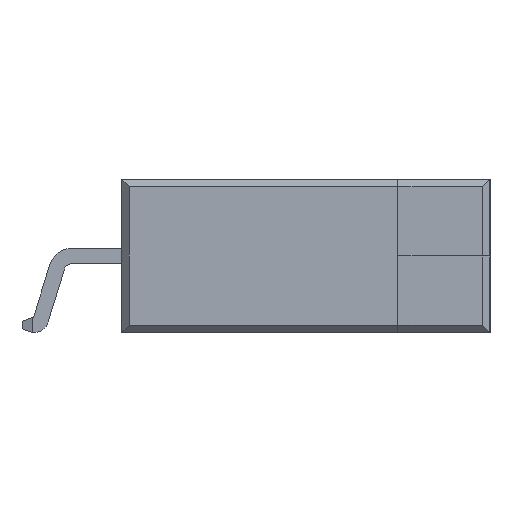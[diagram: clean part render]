
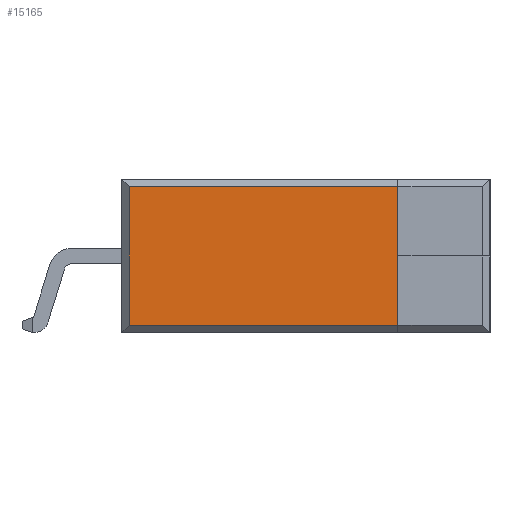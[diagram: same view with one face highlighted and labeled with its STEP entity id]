
A CAD part, left-side view. The second image highlights one B-rep face of the part: STEP entity #15165.
In plain terms, the highlighted planar face has unit normal (-1, 0, 0).
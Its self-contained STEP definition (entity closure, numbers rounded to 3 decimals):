
#261=FACE_OUTER_BOUND('',#1196,.T.);
#1196=EDGE_LOOP('',(#9858,#9859,#9860,#9861));
#2131=LINE('',#21432,#4218);
#2132=LINE('',#21434,#4219);
#2133=LINE('',#21436,#4220);
#2134=LINE('',#21437,#4221);
#4218=VECTOR('',#17209,10.);
#4219=VECTOR('',#17210,10.);
#4220=VECTOR('',#17211,10.);
#4221=VECTOR('',#17212,10.);
#6305=VERTEX_POINT('',#21430);
#6306=VERTEX_POINT('',#21431);
#6307=VERTEX_POINT('',#21433);
#6308=VERTEX_POINT('',#21435);
#7639=EDGE_CURVE('',#6305,#6306,#2131,.T.);
#7640=EDGE_CURVE('',#6307,#6305,#2132,.T.);
#7641=EDGE_CURVE('',#6308,#6307,#2133,.T.);
#7642=EDGE_CURVE('',#6306,#6308,#2134,.T.);
#9858=ORIENTED_EDGE('',*,*,#7639,.F.);
#9859=ORIENTED_EDGE('',*,*,#7640,.F.);
#9860=ORIENTED_EDGE('',*,*,#7641,.F.);
#9861=ORIENTED_EDGE('',*,*,#7642,.F.);
#14296=PLANE('',#16138);
#15165=ADVANCED_FACE('',(#261),#14296,.F.);
#16138=AXIS2_PLACEMENT_3D('',#21429,#17207,#17208);
#17207=DIRECTION('center_axis',(1.,0.,0.));
#17208=DIRECTION('ref_axis',(0.,0.,-1.));
#17209=DIRECTION('',(0.,0.,-1.));
#17210=DIRECTION('',(0.,-1.,0.));
#17211=DIRECTION('',(0.,0.,1.));
#17212=DIRECTION('',(0.,1.,0.));
#21429=CARTESIAN_POINT('Origin',(-2.45,-3.7,1.));
#21430=CARTESIAN_POINT('',(-2.45,-4.9,1.9));
#21431=CARTESIAN_POINT('',(-2.45,-4.9,0.1));
#21432=CARTESIAN_POINT('',(-2.45,-4.9,1.));
#21433=CARTESIAN_POINT('',(-2.45,-1.4,1.9));
#21434=CARTESIAN_POINT('',(-2.45,-2.5,1.9));
#21435=CARTESIAN_POINT('',(-2.45,-1.4,0.1));
#21436=CARTESIAN_POINT('',(-2.45,-1.4,0.5));
#21437=CARTESIAN_POINT('',(-2.45,-4.9,0.1));
